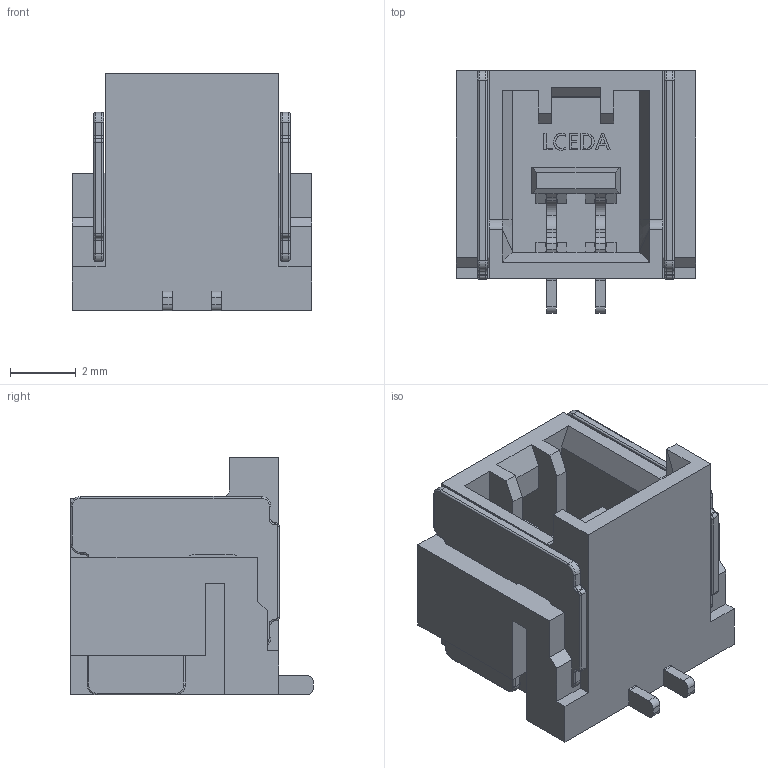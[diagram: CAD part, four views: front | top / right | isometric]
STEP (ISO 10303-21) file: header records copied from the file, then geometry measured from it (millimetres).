
FILE_DESCRIPTION (( 'STEP AP214' ), '1' );
FILE_NAME ('CONN-SMD_502584-P1.50-LS-2P.step', '2022-08-08T02:01:19', ( '' ), ( '' ), 'SwSTEP 2.0', 'SolidWorks 2020', '' );
FILE_SCHEMA (( 'AUTOMOTIVE_DESIGN' ));
Length unit declared in the file: millimetre
Products named in the file (1): CONN-SMD_502584-P1.50-LS-2P
Bounding box: 7.3 x 7.4 x 7.26 mm (x, y, z)
Volume: 170 mm3; surface area: 518.5 mm2
Topology: 14 solids, 14 shells, 597 faces, 1581 edges, 1018 vertices
Faces by surface type: plane 349, bspline 112, cylinder 90, torus 44, cone 2
Entity records: 26347 total; most frequent: CARTESIAN_POINT 5421, ORIENTED_EDGE 3162, DIRECTION 2543, EDGE_CURVE 1581, LINE 1119, VECTOR 1119, VERTEX_POINT 1018, AXIS2_PLACEMENT_3D 712
